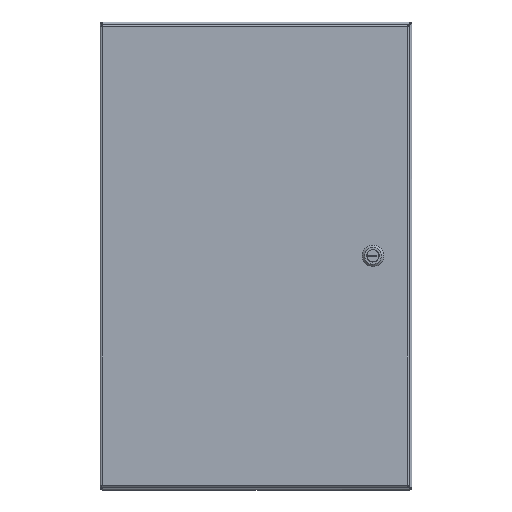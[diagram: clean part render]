
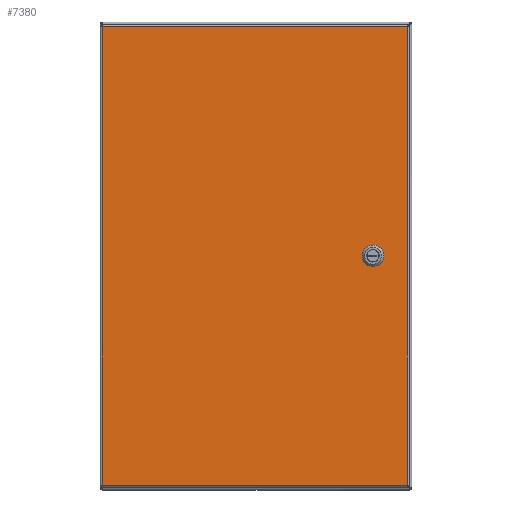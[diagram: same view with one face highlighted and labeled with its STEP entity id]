
A CAD part, top view. The second image highlights one B-rep face of the part: STEP entity #7380.
In plain terms, the highlighted face is planar.
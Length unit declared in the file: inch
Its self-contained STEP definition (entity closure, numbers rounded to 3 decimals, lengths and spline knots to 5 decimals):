
#5703=CARTESIAN_POINT('',(2.08762,12.275,0.0));
#5704=VERTEX_POINT('',#5703);
#5711=CARTESIAN_POINT('',(2.275,12.08762,0.0));
#5712=VERTEX_POINT('',#5711);
#5713=CARTESIAN_POINT('',(1.875,11.875,0.0));
#5714=DIRECTION('',(0.0,0.0,1.0));
#5715=DIRECTION('',(-0.469,-0.883,0.0));
#5716=AXIS2_PLACEMENT_3D('',#5713,#5714,#5715);
#5717=CIRCLE('',#5716,0.453);
#5718=EDGE_CURVE('',#5712,#5704,#5717,.T.);
#5743=CARTESIAN_POINT('',(2.275,11.66238,0.0));
#5744=VERTEX_POINT('',#5743);
#5745=CARTESIAN_POINT('',(2.275,11.66238,0.0));
#5746=DIRECTION('',(0.0,1.0,0.0));
#5747=VECTOR('',#5746,0.42525);
#5748=LINE('',#5745,#5747);
#5749=EDGE_CURVE('',#5744,#5712,#5748,.T.);
#5775=CARTESIAN_POINT('',(2.08762,11.475,0.0));
#5776=VERTEX_POINT('',#5775);
#5777=CARTESIAN_POINT('',(1.875,11.875,0.0));
#5778=DIRECTION('',(0.0,0.0,1.0));
#5779=DIRECTION('',(-0.883,0.469,0.0));
#5780=AXIS2_PLACEMENT_3D('',#5777,#5778,#5779);
#5781=CIRCLE('',#5780,0.453);
#5782=EDGE_CURVE('',#5776,#5744,#5781,.T.);
#5807=CARTESIAN_POINT('',(1.66238,11.475,0.0));
#5808=VERTEX_POINT('',#5807);
#5809=CARTESIAN_POINT('',(1.66238,11.475,0.0));
#5810=DIRECTION('',(1.0,0.0,0.0));
#5811=VECTOR('',#5810,0.42525);
#5812=LINE('',#5809,#5811);
#5813=EDGE_CURVE('',#5808,#5776,#5812,.T.);
#5839=CARTESIAN_POINT('',(1.475,11.66238,0.0));
#5840=VERTEX_POINT('',#5839);
#5841=CARTESIAN_POINT('',(1.875,11.875,0.0));
#5842=DIRECTION('',(0.0,0.0,1.0));
#5843=DIRECTION('',(0.469,0.883,0.0));
#5844=AXIS2_PLACEMENT_3D('',#5841,#5842,#5843);
#5845=CIRCLE('',#5844,0.453);
#5846=EDGE_CURVE('',#5840,#5808,#5845,.T.);
#5871=CARTESIAN_POINT('',(1.475,12.08762,0.0));
#5872=VERTEX_POINT('',#5871);
#5873=CARTESIAN_POINT('',(1.475,12.08762,0.0));
#5874=DIRECTION('',(0.0,-1.0,0.0));
#5875=VECTOR('',#5874,0.42525);
#5876=LINE('',#5873,#5875);
#5877=EDGE_CURVE('',#5872,#5840,#5876,.T.);
#5903=CARTESIAN_POINT('',(1.66238,12.275,0.0));
#5904=VERTEX_POINT('',#5903);
#5905=CARTESIAN_POINT('',(1.875,11.875,0.0));
#5906=DIRECTION('',(0.0,0.0,1.0));
#5907=DIRECTION('',(0.883,-0.469,0.0));
#5908=AXIS2_PLACEMENT_3D('',#5905,#5906,#5907);
#5909=CIRCLE('',#5908,0.453);
#5910=EDGE_CURVE('',#5904,#5872,#5909,.T.);
#5933=CARTESIAN_POINT('',(2.08762,12.275,0.0));
#5934=DIRECTION('',(-1.0,0.0,0.0));
#5935=VECTOR('',#5934,0.42525);
#5936=LINE('',#5933,#5935);
#5937=EDGE_CURVE('',#5704,#5904,#5936,.T.);
#6388=CARTESIAN_POINT('',(15.76975,0.10525,0.));
#6389=VERTEX_POINT('',#6388);
#6400=CARTESIAN_POINT('',(15.76975,23.64475,0.));
#6401=VERTEX_POINT('',#6400);
#6402=CARTESIAN_POINT('',(15.76975,23.64475,0.0));
#6403=DIRECTION('',(0.0,-1.0,0.0));
#6404=VECTOR('',#6403,23.5395);
#6405=LINE('',#6402,#6404);
#6406=EDGE_CURVE('',#6401,#6389,#6405,.T.);
#6558=CARTESIAN_POINT('',(0.10525,0.10525,0.));
#6559=VERTEX_POINT('',#6558);
#6570=CARTESIAN_POINT('',(15.76975,0.10525,0.0));
#6571=DIRECTION('',(-1.0,0.0,0.0));
#6572=VECTOR('',#6571,15.6645);
#6573=LINE('',#6570,#6572);
#6574=EDGE_CURVE('',#6389,#6559,#6573,.T.);
#6835=CARTESIAN_POINT('',(0.10525,23.64475,0.));
#6836=VERTEX_POINT('',#6835);
#6847=CARTESIAN_POINT('',(0.10525,0.10525,0.0));
#6848=DIRECTION('',(0.0,1.0,0.0));
#6849=VECTOR('',#6848,23.5395);
#6850=LINE('',#6847,#6849);
#6851=EDGE_CURVE('',#6559,#6836,#6850,.T.);
#7116=CARTESIAN_POINT('',(0.10525,23.64475,0.0));
#7117=DIRECTION('',(1.0,0.0,0.0));
#7118=VECTOR('',#7117,15.6645);
#7119=LINE('',#7116,#7118);
#7120=EDGE_CURVE('',#6836,#6401,#7119,.T.);
#7359=CARTESIAN_POINT('',(7.9375,11.875,0.0));
#7360=DIRECTION('',(0.0,0.0,1.0));
#7361=DIRECTION('',(1.0,0.0,0.0));
#7362=AXIS2_PLACEMENT_3D('',#7359,#7360,#7361);
#7363=PLANE('',#7362);
#7364=ORIENTED_EDGE('',*,*,#6406,.T.);
#7365=ORIENTED_EDGE('',*,*,#6574,.T.);
#7366=ORIENTED_EDGE('',*,*,#6851,.T.);
#7367=ORIENTED_EDGE('',*,*,#7120,.T.);
#7368=EDGE_LOOP('',(#7364,#7365,#7366,#7367));
#7369=FACE_OUTER_BOUND('',#7368,.T.);
#7370=ORIENTED_EDGE('',*,*,#5718,.T.);
#7371=ORIENTED_EDGE('',*,*,#5937,.T.);
#7372=ORIENTED_EDGE('',*,*,#5910,.T.);
#7373=ORIENTED_EDGE('',*,*,#5877,.T.);
#7374=ORIENTED_EDGE('',*,*,#5846,.T.);
#7375=ORIENTED_EDGE('',*,*,#5813,.T.);
#7376=ORIENTED_EDGE('',*,*,#5782,.T.);
#7377=ORIENTED_EDGE('',*,*,#5749,.T.);
#7378=EDGE_LOOP('',(#7370,#7371,#7372,#7373,#7374,#7375,#7376,#7377));
#7379=FACE_BOUND('',#7378,.T.);
#7380=ADVANCED_FACE('',(#7369,#7379),#7363,.F.);
